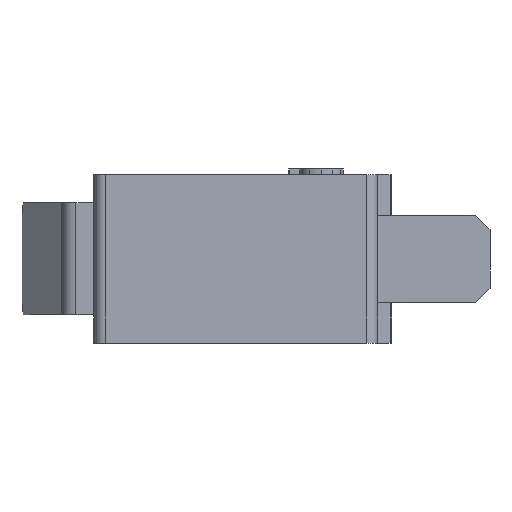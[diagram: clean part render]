
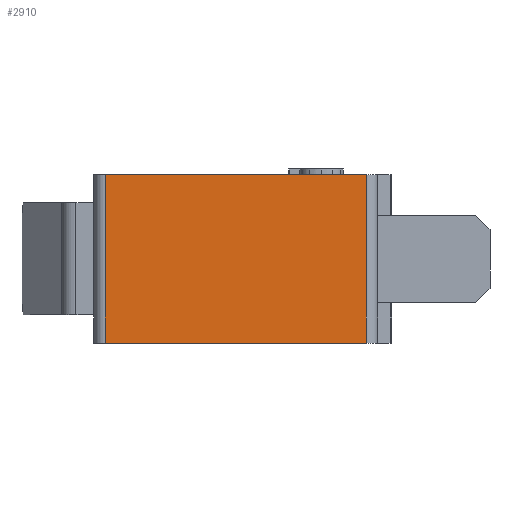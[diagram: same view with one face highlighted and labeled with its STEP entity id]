
A CAD part, left-side view. The second image highlights one B-rep face of the part: STEP entity #2910.
In plain terms, the highlighted planar face has unit normal (-1, 0, 0).
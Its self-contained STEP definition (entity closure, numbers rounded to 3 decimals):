
#361=FACE_OUTER_BOUND('',#530,.T.);
#530=EDGE_LOOP('',(#2434,#2435,#2436,#2437));
#699=LINE('',#4729,#978);
#755=LINE('',#5292,#1034);
#756=LINE('',#5295,#1035);
#757=LINE('',#5296,#1036);
#978=VECTOR('',#3287,10.);
#1034=VECTOR('',#3401,10.);
#1035=VECTOR('',#3404,10.);
#1036=VECTOR('',#3405,10.);
#1277=VERTEX_POINT('',#4726);
#1278=VERTEX_POINT('',#4728);
#1355=VERTEX_POINT('',#5288);
#1357=VERTEX_POINT('',#5294);
#1625=EDGE_CURVE('',#1278,#1277,#699,.T.);
#1736=EDGE_CURVE('',#1278,#1355,#755,.T.);
#1737=EDGE_CURVE('',#1357,#1277,#756,.T.);
#1738=EDGE_CURVE('',#1355,#1357,#757,.T.);
#2434=ORIENTED_EDGE('',*,*,#1736,.F.);
#2435=ORIENTED_EDGE('',*,*,#1625,.T.);
#2436=ORIENTED_EDGE('',*,*,#1737,.F.);
#2437=ORIENTED_EDGE('',*,*,#1738,.F.);
#2758=PLANE('',#3047);
#2910=ADVANCED_FACE('',(#361),#2758,.T.);
#3047=AXIS2_PLACEMENT_3D('',#5293,#3402,#3403);
#3287=DIRECTION('',(0.,1.,0.));
#3401=DIRECTION('',(0.,0.,-1.));
#3402=DIRECTION('center_axis',(-1.,0.,0.));
#3403=DIRECTION('ref_axis',(0.,1.,0.));
#3404=DIRECTION('',(0.,0.,1.));
#3405=DIRECTION('',(0.,1.,0.));
#4726=CARTESIAN_POINT('',(0.,9.7,0.));
#4728=CARTESIAN_POINT('',(0.,0.4,0.));
#4729=CARTESIAN_POINT('',(0.,0.,0.));
#5288=CARTESIAN_POINT('',(0.,0.4,-6.));
#5292=CARTESIAN_POINT('',(0.,0.4,0.));
#5293=CARTESIAN_POINT('Origin',(0.,0.,0.));
#5294=CARTESIAN_POINT('',(0.,9.7,-6.));
#5295=CARTESIAN_POINT('',(0.,9.7,0.));
#5296=CARTESIAN_POINT('',(0.,0.,-6.));
